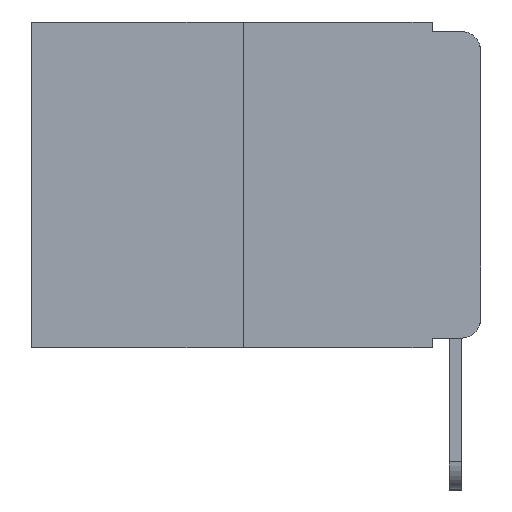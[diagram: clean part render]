
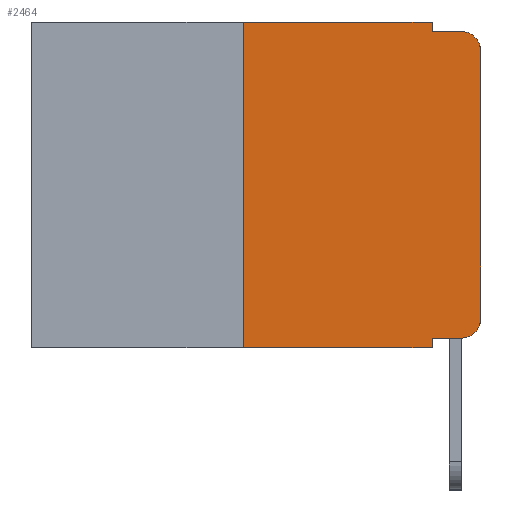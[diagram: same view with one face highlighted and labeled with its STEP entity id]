
A CAD part, left-side view. The second image highlights one B-rep face of the part: STEP entity #2464.
In plain terms, the highlighted planar face has unit normal (-1, 0, 0).
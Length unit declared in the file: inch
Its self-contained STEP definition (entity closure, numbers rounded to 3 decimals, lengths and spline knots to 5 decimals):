
#47 = CARTESIAN_POINT ( 'NONE',  ( 0., 0.02, -0.313 ) ) ;
#478 = PLANE ( 'NONE',  #15202 ) ;
#790 = LINE ( 'NONE', #13864, #5577 ) ;
#820 = DIRECTION ( 'NONE',  ( 0., -1., 0. ) ) ;
#884 = LINE ( 'NONE', #14410, #5673 ) ;
#1074 = VERTEX_POINT ( 'NONE', #19327 ) ;
#1869 = CARTESIAN_POINT ( 'NONE',  ( 0., 0.25, -0.343 ) ) ;
#1968 = EDGE_CURVE ( 'NONE', #18299, #19238, #13867, .T. ) ;
#2124 = DIRECTION ( 'NONE',  ( 0., -1., 0. ) ) ;
#2148 = DIRECTION ( 'NONE',  ( 0., 0., -1. ) ) ;
#2190 = CARTESIAN_POINT ( 'NONE',  ( 0., 0., 0. ) ) ;
#2464 = ADVANCED_FACE ( 'NONE', ( #15299 ), #478, .F. ) ;
#3646 = VERTEX_POINT ( 'NONE', #18856 ) ;
#4381 = ORIENTED_EDGE ( 'NONE', *, *, #24082, .F. ) ;
#4483 = CARTESIAN_POINT ( 'NONE',  ( 0., 0.02, -0.01 ) ) ;
#4743 = VECTOR ( 'NONE', #7784, 39.37008 ) ;
#4747 = EDGE_CURVE ( 'NONE', #9715, #20690, #16191, .T. ) ;
#4779 = VERTEX_POINT ( 'NONE', #9805 ) ;
#5382 = LINE ( 'NONE', #2190, #19977 ) ;
#5577 = VECTOR ( 'NONE', #2124, 39.37008 ) ;
#5673 = VECTOR ( 'NONE', #10544, 39.37008 ) ;
#6183 = EDGE_CURVE ( 'NONE', #18299, #17556, #790, .T. ) ;
#6804 = CARTESIAN_POINT ( 'NONE',  ( 0., 0.051, -0.01 ) ) ;
#7348 = DIRECTION ( 'NONE',  ( 0., -1., 0. ) ) ;
#7462 = ORIENTED_EDGE ( 'NONE', *, *, #12550, .T. ) ;
#7489 = EDGE_CURVE ( 'NONE', #17556, #1074, #13084, .T. ) ;
#7784 = DIRECTION ( 'NONE',  ( 0., -1., 0. ) ) ;
#8366 = ORIENTED_EDGE ( 'NONE', *, *, #24773, .F. ) ;
#8550 = DIRECTION ( 'NONE',  ( -1., 0., 0. ) ) ;
#8609 = EDGE_LOOP ( 'NONE', ( #11102, #11679, #21635, #8366, #4381, #15285, #7462, #13199, #11724, #24067 ) ) ;
#8662 = VERTEX_POINT ( 'NONE', #13430 ) ;
#8954 = EDGE_CURVE ( 'NONE', #4779, #20690, #11154, .T. ) ;
#9051 = CARTESIAN_POINT ( 'NONE',  ( 0., 0.25, 0. ) ) ;
#9445 = VERTEX_POINT ( 'NONE', #1869 ) ;
#9715 = VERTEX_POINT ( 'NONE', #6804 ) ;
#9805 = CARTESIAN_POINT ( 'NONE',  ( 0., 0., -0.03 ) ) ;
#10544 = DIRECTION ( 'NONE',  ( 0., 0., -1. ) ) ;
#10582 = VECTOR ( 'NONE', #820, 39.37008 ) ;
#10676 = CARTESIAN_POINT ( 'NONE',  ( 0., 0.051, 0. ) ) ;
#11102 = ORIENTED_EDGE ( 'NONE', *, *, #23882, .T. ) ;
#11154 = CIRCLE ( 'NONE', #21780, 0.02 ) ;
#11679 = ORIENTED_EDGE ( 'NONE', *, *, #8954, .T. ) ;
#11724 = ORIENTED_EDGE ( 'NONE', *, *, #6183, .T. ) ;
#12550 = EDGE_CURVE ( 'NONE', #9445, #19238, #16848, .T. ) ;
#13084 = CIRCLE ( 'NONE', #19100, 0.02 ) ;
#13199 = ORIENTED_EDGE ( 'NONE', *, *, #1968, .F. ) ;
#13430 = CARTESIAN_POINT ( 'NONE',  ( 0., 0.25, 0. ) ) ;
#13515 = CARTESIAN_POINT ( 'NONE',  ( 0., 0.051, -0.01 ) ) ;
#13864 = CARTESIAN_POINT ( 'NONE',  ( 0., 0.051, -0.333 ) ) ;
#13867 = LINE ( 'NONE', #10676, #23217 ) ;
#13889 = DIRECTION ( 'NONE',  ( -1., 0., 0. ) ) ;
#13931 = DIRECTION ( 'NONE',  ( 0., 0., 1. ) ) ;
#14410 = CARTESIAN_POINT ( 'NONE',  ( 0., 0.051, 0. ) ) ;
#14855 = DIRECTION ( 'NONE',  ( 0., 0., 1. ) ) ;
#15202 = AXIS2_PLACEMENT_3D ( 'NONE', #23604, #24960, #24940 ) ;
#15285 = ORIENTED_EDGE ( 'NONE', *, *, #22232, .F. ) ;
#15299 = FACE_OUTER_BOUND ( 'NONE', #8609, .T. ) ;
#15409 = LINE ( 'NONE', #9051, #19741 ) ;
#15650 = LINE ( 'NONE', #23895, #10582 ) ;
#16191 = LINE ( 'NONE', #13515, #4743 ) ;
#16848 = LINE ( 'NONE', #24351, #21770 ) ;
#17556 = VERTEX_POINT ( 'NONE', #20037 ) ;
#17574 = CARTESIAN_POINT ( 'NONE',  ( 0., 0.051, -0.343 ) ) ;
#18299 = VERTEX_POINT ( 'NONE', #21687 ) ;
#18856 = CARTESIAN_POINT ( 'NONE',  ( 0., 0.051, 0. ) ) ;
#19100 = AXIS2_PLACEMENT_3D ( 'NONE', #47, #13889, #2148 ) ;
#19238 = VERTEX_POINT ( 'NONE', #17574 ) ;
#19327 = CARTESIAN_POINT ( 'NONE',  ( 0., 0., -0.313 ) ) ;
#19741 = VECTOR ( 'NONE', #14855, 39.37008 ) ;
#19872 = CARTESIAN_POINT ( 'NONE',  ( 0., 0.02, -0.03 ) ) ;
#19977 = VECTOR ( 'NONE', #13931, 39.37008 ) ;
#20037 = CARTESIAN_POINT ( 'NONE',  ( 0., 0.02, -0.333 ) ) ;
#20352 = DIRECTION ( 'NONE',  ( 0., 0., -1. ) ) ;
#20690 = VERTEX_POINT ( 'NONE', #4483 ) ;
#21635 = ORIENTED_EDGE ( 'NONE', *, *, #4747, .F. ) ;
#21687 = CARTESIAN_POINT ( 'NONE',  ( 0., 0.051, -0.333 ) ) ;
#21732 = DIRECTION ( 'NONE',  ( 0., 0., -1. ) ) ;
#21770 = VECTOR ( 'NONE', #7348, 39.37008 ) ;
#21780 = AXIS2_PLACEMENT_3D ( 'NONE', #19872, #8550, #21732 ) ;
#22232 = EDGE_CURVE ( 'NONE', #9445, #8662, #15409, .T. ) ;
#23217 = VECTOR ( 'NONE', #20352, 39.37008 ) ;
#23604 = CARTESIAN_POINT ( 'NONE',  ( 0., 0.473, 0. ) ) ;
#23882 = EDGE_CURVE ( 'NONE', #1074, #4779, #5382, .T. ) ;
#23895 = CARTESIAN_POINT ( 'NONE',  ( 0., 0.473, 0. ) ) ;
#24067 = ORIENTED_EDGE ( 'NONE', *, *, #7489, .T. ) ;
#24082 = EDGE_CURVE ( 'NONE', #8662, #3646, #15650, .T. ) ;
#24351 = CARTESIAN_POINT ( 'NONE',  ( 0., 0.473, -0.343 ) ) ;
#24773 = EDGE_CURVE ( 'NONE', #3646, #9715, #884, .T. ) ;
#24940 = DIRECTION ( 'NONE',  ( 0., 0., -1. ) ) ;
#24960 = DIRECTION ( 'NONE',  ( 1., 0., 0. ) ) ;
